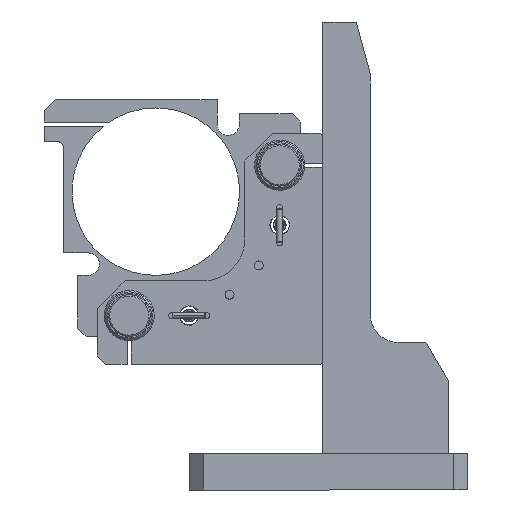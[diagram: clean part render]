
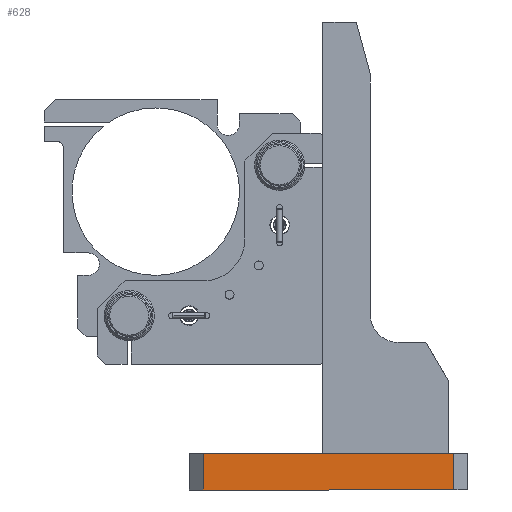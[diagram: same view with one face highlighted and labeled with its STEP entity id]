
A CAD part, front view. The second image highlights one B-rep face of the part: STEP entity #628.
In plain terms, the highlighted free-form (B-spline) face has degree [1, 1] with [2, 2] control points.
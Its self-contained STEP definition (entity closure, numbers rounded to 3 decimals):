
#628=ADVANCED_FACE('',(#1153),#19029,.T.);
#1153=FACE_OUTER_BOUND('',#1693,.T.);
#1693=EDGE_LOOP('',(#2587,#2588,#2589,#2590));
#2587=ORIENTED_EDGE('',*,*,#13381,.T.);
#2588=ORIENTED_EDGE('',*,*,#13380,.F.);
#2589=ORIENTED_EDGE('',*,*,#13382,.T.);
#2590=ORIENTED_EDGE('',*,*,#13367,.F.);
#6487=PCURVE('',#19023,#9283);
#6513=PCURVE('',#19028,#9309);
#6514=PCURVE('',#19029,#9310);
#6515=PCURVE('',#19029,#9311);
#6516=PCURVE('',#19029,#9312);
#6517=PCURVE('',#19029,#9313);
#6524=PCURVE('',#19030,#9320);
#6528=PCURVE('',#19031,#9324);
#9283=DEFINITIONAL_REPRESENTATION('',(#14947),#70190);
#9309=DEFINITIONAL_REPRESENTATION('',(#14986),#70190);
#9310=DEFINITIONAL_REPRESENTATION('',(#14988),#70190);
#9311=DEFINITIONAL_REPRESENTATION('',(#14989),#70190);
#9312=DEFINITIONAL_REPRESENTATION('',(#14991),#70190);
#9313=DEFINITIONAL_REPRESENTATION('',(#14992),#70190);
#9320=DEFINITIONAL_REPRESENTATION('',(#14997),#70190);
#9324=DEFINITIONAL_REPRESENTATION('',(#15001),#70190);
#11931=SURFACE_CURVE('',#14946,(#6487,#6517),.PCURVE_S1.);
#11944=SURFACE_CURVE('',#14985,(#6513,#6515),.PCURVE_S1.);
#11945=SURFACE_CURVE('',#14987,(#6514,#6524),.PCURVE_S1.);
#11946=SURFACE_CURVE('',#14990,(#6516,#6528),.PCURVE_S1.);
#13367=EDGE_CURVE('',#17843,#17844,#11931,.T.);
#13380=EDGE_CURVE('',#17850,#17849,#11944,.T.);
#13381=EDGE_CURVE('',#17843,#17849,#11945,.T.);
#13382=EDGE_CURVE('',#17850,#17844,#11946,.T.);
#14946=B_SPLINE_CURVE_WITH_KNOTS('',1,(#21779,#21780),.UNSPECIFIED.,.F.,
 .F.,(2,2),(0.,13.),.UNSPECIFIED.);
#14947=B_SPLINE_CURVE_WITH_KNOTS('',1,(#21781,#21782),.UNSPECIFIED.,.F.,
 .F.,(2,2),(0.,13.),.UNSPECIFIED.);
#14985=B_SPLINE_CURVE_WITH_KNOTS('',1,(#21857,#21858),.UNSPECIFIED.,.F.,
 .F.,(2,2),(-13.,0.),.UNSPECIFIED.);
#14986=B_SPLINE_CURVE_WITH_KNOTS('',1,(#21859,#21860),.UNSPECIFIED.,.F.,
 .F.,(2,2),(-13.,0.),.UNSPECIFIED.);
#14987=B_SPLINE_CURVE_WITH_KNOTS('',1,(#21861,#21862),.UNSPECIFIED.,.F.,
 .F.,(2,2),(-90.,0.),.UNSPECIFIED.);
#14988=B_SPLINE_CURVE_WITH_KNOTS('',1,(#21863,#21864),.UNSPECIFIED.,.F.,
 .F.,(2,2),(-90.,0.),.UNSPECIFIED.);
#14989=B_SPLINE_CURVE_WITH_KNOTS('',1,(#21865,#21866),.UNSPECIFIED.,.F.,
 .F.,(2,2),(-13.,0.),.UNSPECIFIED.);
#14990=B_SPLINE_CURVE_WITH_KNOTS('',1,(#21867,#21868),.UNSPECIFIED.,.F.,
 .F.,(2,2),(-90.,0.),.UNSPECIFIED.);
#14991=B_SPLINE_CURVE_WITH_KNOTS('',1,(#21869,#21870),.UNSPECIFIED.,.F.,
 .F.,(2,2),(-90.,0.),.UNSPECIFIED.);
#14992=B_SPLINE_CURVE_WITH_KNOTS('',1,(#21871,#21872),.UNSPECIFIED.,.F.,
 .F.,(2,2),(0.,13.),.UNSPECIFIED.);
#14997=B_SPLINE_CURVE_WITH_KNOTS('',1,(#21891,#21892),.UNSPECIFIED.,.F.,
 .F.,(2,2),(-90.,0.),.UNSPECIFIED.);
#15001=B_SPLINE_CURVE_WITH_KNOTS('',1,(#21899,#21900),.UNSPECIFIED.,.F.,
 .F.,(2,2),(-90.,0.),.UNSPECIFIED.);
#17843=VERTEX_POINT('',#20315);
#17844=VERTEX_POINT('',#20316);
#17849=VERTEX_POINT('',#20321);
#17850=VERTEX_POINT('',#20322);
#19023=B_SPLINE_SURFACE_WITH_KNOTS('',1,1,((#20144,#20145),(#20146,#20147)),
 .UNSPECIFIED.,.F.,.F.,.F.,(2,2),(2,2),(-0.877,7.948),
(-1.42,14.42),.UNSPECIFIED.);
#19028=B_SPLINE_SURFACE_WITH_KNOTS('',1,1,((#20164,#20165),(#20166,#20167)),
 .UNSPECIFIED.,.F.,.F.,.F.,(2,2),(2,2),(-0.877,7.948),
(-1.42,14.42),.UNSPECIFIED.);
#19029=B_SPLINE_SURFACE_WITH_KNOTS('',1,1,((#20168,#20169),(#20170,#20171)),
 .UNSPECIFIED.,.F.,.F.,.F.,(2,2),(2,2),(-9.12,99.12),(-1.42,
14.42),.UNSPECIFIED.);
#19030=B_SPLINE_SURFACE_WITH_KNOTS('',1,1,((#20172,#20173),(#20174,#20175)),
 .UNSPECIFIED.,.F.,.F.,.F.,(2,2),(2,2),(-38.42,-28.58),
(-60.12,60.12),.UNSPECIFIED.);
#19031=B_SPLINE_SURFACE_WITH_KNOTS('',1,1,((#20176,#20177),(#20178,#20179)),
 .UNSPECIFIED.,.F.,.F.,.F.,(2,2),(2,2),(-60.12,60.12),(-45.12,
45.12),.UNSPECIFIED.);
#20144=CARTESIAN_POINT('',(-22.846,-13.002,-7.92));
#20145=CARTESIAN_POINT('',(-22.846,-13.002,7.92));
#20146=CARTESIAN_POINT('',(-16.606,-19.242,-7.92));
#20147=CARTESIAN_POINT('',(-16.606,-19.242,7.92));
#20164=CARTESIAN_POINT('',(72.154,-19.242,-7.92));
#20165=CARTESIAN_POINT('',(72.154,-19.242,7.92));
#20166=CARTESIAN_POINT('',(78.394,-13.002,-7.92));
#20167=CARTESIAN_POINT('',(78.394,-13.002,7.92));
#20168=CARTESIAN_POINT('',(-26.346,-18.622,-7.92));
#20169=CARTESIAN_POINT('',(-26.346,-18.622,7.92));
#20170=CARTESIAN_POINT('',(81.894,-18.622,-7.92));
#20171=CARTESIAN_POINT('',(81.894,-18.622,7.92));
#20172=CARTESIAN_POINT('',(-32.346,-19.542,-6.5));
#20173=CARTESIAN_POINT('',(87.894,-19.542,-6.5));
#20174=CARTESIAN_POINT('',(-32.346,-9.702,-6.5));
#20175=CARTESIAN_POINT('',(87.894,-9.702,-6.5));
#20176=CARTESIAN_POINT('',(-32.346,-26.242,6.5));
#20177=CARTESIAN_POINT('',(-32.346,63.998,6.5));
#20178=CARTESIAN_POINT('',(87.894,-26.242,6.5));
#20179=CARTESIAN_POINT('',(87.894,63.998,6.5));
#20315=CARTESIAN_POINT('',(-17.226,-18.622,-6.5));
#20316=CARTESIAN_POINT('',(-17.226,-18.622,6.5));
#20321=CARTESIAN_POINT('',(72.774,-18.622,-6.5));
#20322=CARTESIAN_POINT('',(72.774,-18.622,6.5));
#21779=CARTESIAN_POINT('',(-17.226,-18.622,-6.5));
#21780=CARTESIAN_POINT('',(-17.226,-18.622,6.5));
#21781=CARTESIAN_POINT('',(7.071,0.));
#21782=CARTESIAN_POINT('',(7.071,13.));
#21857=CARTESIAN_POINT('',(72.774,-18.622,6.5));
#21858=CARTESIAN_POINT('',(72.774,-18.622,-6.5));
#21859=CARTESIAN_POINT('',(0.,13.));
#21860=CARTESIAN_POINT('',(0.,0.));
#21861=CARTESIAN_POINT('',(-17.226,-18.622,-6.5));
#21862=CARTESIAN_POINT('',(72.774,-18.622,-6.5));
#21863=CARTESIAN_POINT('',(0.,0.));
#21864=CARTESIAN_POINT('',(90.,0.));
#21865=CARTESIAN_POINT('',(90.,13.));
#21866=CARTESIAN_POINT('',(90.,0.));
#21867=CARTESIAN_POINT('',(72.774,-18.622,6.5));
#21868=CARTESIAN_POINT('',(-17.226,-18.622,6.5));
#21869=CARTESIAN_POINT('',(90.,13.));
#21870=CARTESIAN_POINT('',(0.,13.));
#21871=CARTESIAN_POINT('',(0.,0.));
#21872=CARTESIAN_POINT('',(0.,13.));
#21891=CARTESIAN_POINT('',(-37.5,-45.));
#21892=CARTESIAN_POINT('',(-37.5,45.));
#21899=CARTESIAN_POINT('',(45.,-37.5));
#21900=CARTESIAN_POINT('',(-45.,-37.5));
#70190=(
GEOMETRIC_REPRESENTATION_CONTEXT(2)
PARAMETRIC_REPRESENTATION_CONTEXT()
REPRESENTATION_CONTEXT('pspace','')
);
